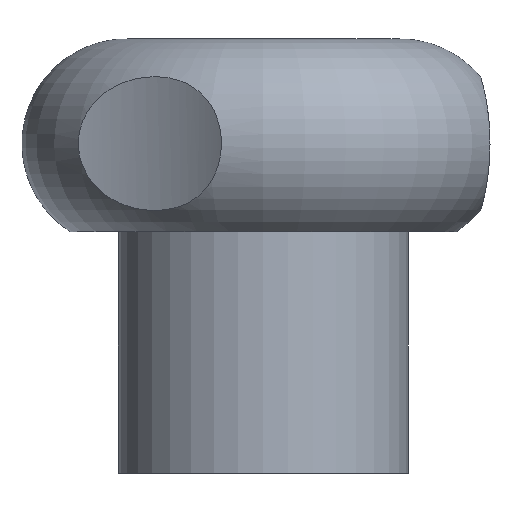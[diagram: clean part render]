
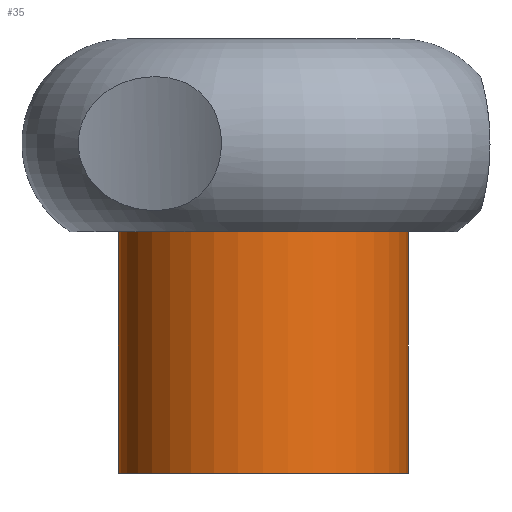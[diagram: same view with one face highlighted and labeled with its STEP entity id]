
A CAD part, left-side view. The second image highlights one B-rep face of the part: STEP entity #35.
In plain terms, the highlighted cylindrical face has radius 6 mm (diameter 12 mm), a full revolution.
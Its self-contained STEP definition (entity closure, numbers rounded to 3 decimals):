
#35 = ADVANCED_FACE( '', ( #74, #75 ), #76, .T. );
#74 = FACE_OUTER_BOUND( '', #124, .T. );
#75 = FACE_OUTER_BOUND( '', #125, .T. );
#76 = CYLINDRICAL_SURFACE( '', #126, 6. );
#124 = EDGE_LOOP( '', ( #168 ) );
#125 = EDGE_LOOP( '', ( #169 ) );
#126 = AXIS2_PLACEMENT_3D( '', #170, #171, #172 );
#168 = ORIENTED_EDGE( '', *, *, #233, .F. );
#169 = ORIENTED_EDGE( '', *, *, #234, .T. );
#170 = CARTESIAN_POINT( '', ( 0., 0., 57.15 ) );
#171 = DIRECTION( '', ( 0., 0., -1. ) );
#172 = DIRECTION( '', ( 1., 0., 0. ) );
#233 = EDGE_CURVE( '', #255, #255, #256, .T. );
#234 = EDGE_CURVE( '', #257, #257, #258, .T. );
#255 = VERTEX_POINT( '', #286 );
#256 = CIRCLE( '', #287, 6. );
#257 = VERTEX_POINT( '', #288 );
#258 = CIRCLE( '', #289, 6. );
#286 = CARTESIAN_POINT( '', ( 6., 0., 10. ) );
#287 = AXIS2_PLACEMENT_3D( '', #491, #492, #493 );
#288 = CARTESIAN_POINT( '', ( 6., 0., 0. ) );
#289 = AXIS2_PLACEMENT_3D( '', #494, #495, #496 );
#491 = CARTESIAN_POINT( '', ( 0., 0., 10. ) );
#492 = DIRECTION( '', ( 0., 0., 1. ) );
#493 = DIRECTION( '', ( 1., 0., 0. ) );
#494 = CARTESIAN_POINT( '', ( 0., 0., 0. ) );
#495 = DIRECTION( '', ( 0., 0., 1. ) );
#496 = DIRECTION( '', ( 1., 0., 0. ) );
